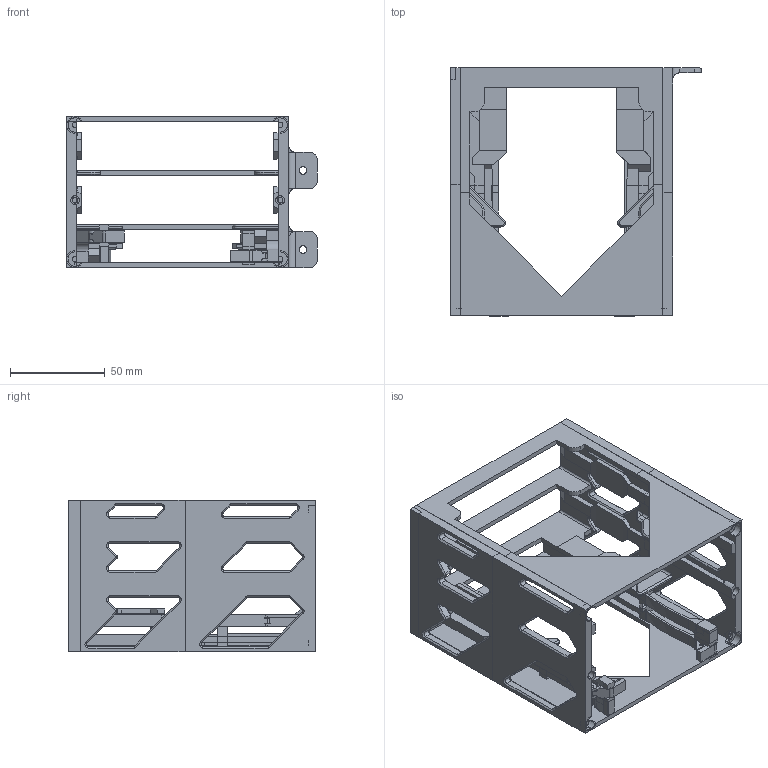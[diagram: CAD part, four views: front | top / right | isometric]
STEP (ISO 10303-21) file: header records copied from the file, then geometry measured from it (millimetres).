
FILE_DESCRIPTION(/* description */ (''),/* implementation_level */ '2;1');
FILE_NAME(/* name */ 'Cage 2x2 rev1_b.step',/* time_stamp */ '2025-04-06T05:10:11-06:00',/* author */ (''),/* organization */ (''),/* preprocessor_version */ 'ST-DEVELOPER v20.1',/* originating_system */ 'Autodesk Translation Framework v14.4.0.0',/* authorisation */ '');
FILE_SCHEMA (('AUTOMOTIVE_DESIGN { 1 0 10303 214 3 1 1 }'));
Length unit declared in the file: millimetre
Products named in the file (8): HDD Cage 222 (No suport); HDD Cage (No support) v4; Drive Cage 4 v3 Rev.6 v1; HDD Cage (No support) v12; Drive Cage 4 v3 Rev.6 v1 (1); HDD Cage (No support) v22; Drive Cage 4 v3 Rev.6 v1 (3); Component45
Assembly tree (7 placements, depth 3):
  HDD Cage 222 (No suport)
    HDD Cage (No support) v4
      Drive Cage 4 v3 Rev.6 v1
    HDD Cage (No support) v12
      Drive Cage 4 v3 Rev.6 v1 (1)
    HDD Cage (No support) v22
      Drive Cage 4 v3 Rev.6 v1 (3)
    Component45
Bounding box: 132.59 x 131.04 x 79.89 mm (x, y, z)
Volume: 165204 mm3; surface area: 129270.4 mm2
Topology: 104 solids, 104 shells, 1572 faces, 3747 edges, 2389 vertices
Faces by surface type: plane 1189, cylinder 208, cone 141, bspline 34
Full cylindrical faces by diameter (mm): 1.9 x10, 2.5 x11, 4.064 x2
Entity records: 46153 total; most frequent: CARTESIAN_POINT 9609, ORIENTED_EDGE 7486, DIRECTION 7208, EDGE_CURVE 3743, LINE 3024, VECTOR 3024, VERTEX_POINT 2389, AXIS2_PLACEMENT_3D 2092
